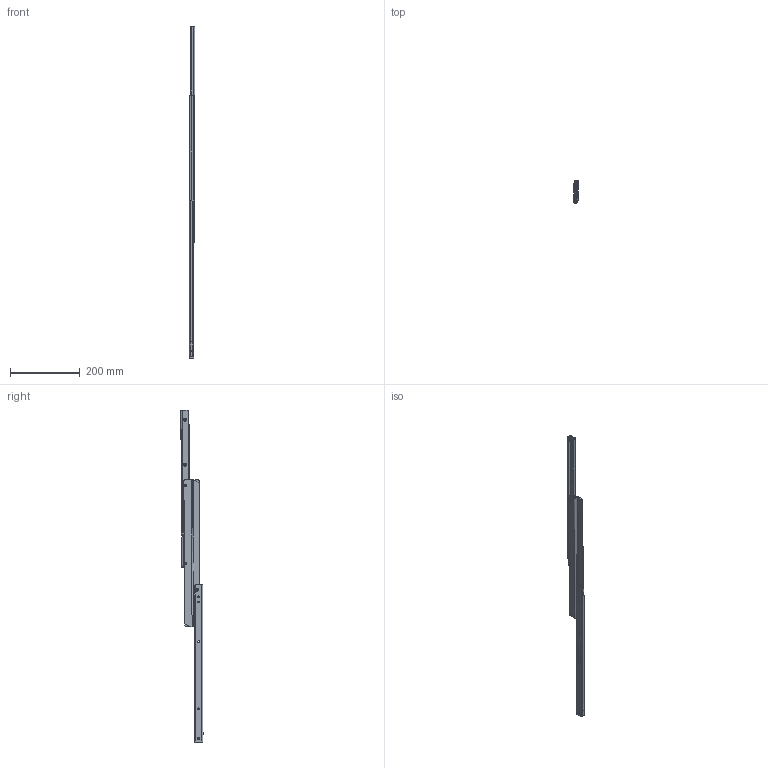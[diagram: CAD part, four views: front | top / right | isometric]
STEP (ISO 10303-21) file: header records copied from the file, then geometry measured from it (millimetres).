
FILE_DESCRIPTION (( 'STEP AP214' ), '1' );
FILE_NAME ('CS# 6010.450-GA.WARM.STEP', '2023-03-10T14:08:39', ( '' ), ( '' ), 'SwSTEP 2.0', 'SolidWorks 2020', '' );
FILE_SCHEMA (( 'AUTOMOTIVE_DESIGN' ));
Length unit declared in the file: millimetre
Products named in the file (16): Bolzen f黵 FUL-328_vernietet; CS# 6010.XXX-03.WARM_NL450; GR-106; CS# 6010.XXX-01.WARM_NL450 - FUL-328; FUL-328; FUL-328_vernietet; CS# 6010.XXX-02.0000_NL 450; CS# 6010.450-GA.WARM; FUL-325; FUL-325_B04-113+GR-106 vernietet; B04-113_vernietet FUL-125; CS# 6010.XXX-03.0000_450mm; E31-104_vernietet Mat. 2mm; CS# 6010.XXX-02.WARM_NL 450 - FUL-325; CS# 6010.XXX-01.0000_450mm; E31-103_vernietet Mat. 2,5mm
Assembly tree (18 placements, depth 4):
  CS# 6010.450-GA.WARM
    CS# 6010.XXX-01.WARM_NL450 - FUL-328
      CS# 6010.XXX-01.0000_450mm
      FUL-328_vernietet
        FUL-328
        Bolzen f黵 FUL-328_vernietet
      E31-104_vernietet Mat. 2mm
    CS# 6010.XXX-02.WARM_NL 450 - FUL-325
      CS# 6010.XXX-02.0000_NL 450
      FUL-325_B04-113+GR-106 vernietet  x3
        FUL-325
        B04-113_vernietet FUL-125
        GR-106
      E31-103_vernietet Mat. 2,5mm
    CS# 6010.XXX-03.WARM_NL450
      CS# 6010.XXX-03.0000_450mm
      E31-104_vernietet Mat. 2mm
Bounding box: 15 x 63.78 x 948.88 mm (x, y, z)
Volume: 140273.5 mm3; surface area: 137017.9 mm2
Topology: 17 solids, 17 shells, 1247 faces, 3444 edges, 2186 vertices
Faces by surface type: plane 513, cylinder 207, cone 179, bspline 156, torus 136, sphere 56
Entity records: 51614 total; most frequent: CARTESIAN_POINT 21741, ORIENTED_EDGE 5322, DIRECTION 4330, EDGE_CURVE 2661, VERTEX_POINT 1709, AXIS2_PLACEMENT_3D 1495, LINE 1340, VECTOR 1340
